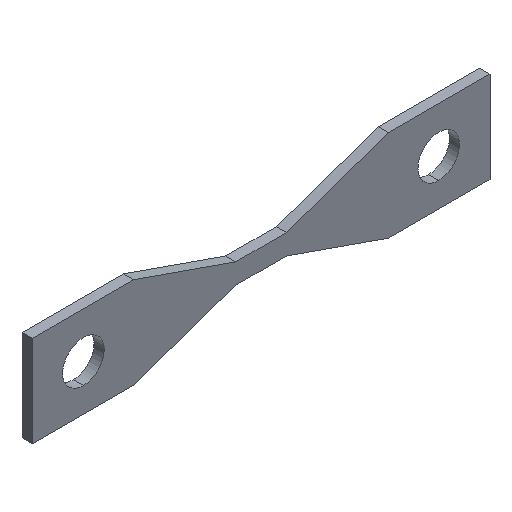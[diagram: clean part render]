
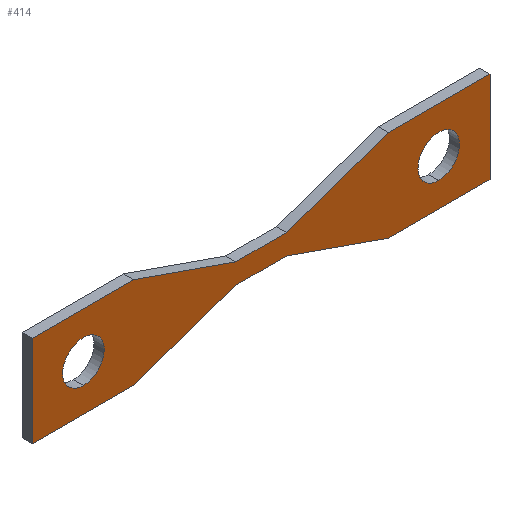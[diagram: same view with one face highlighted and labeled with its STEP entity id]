
A CAD part, isometric view. The second image highlights one B-rep face of the part: STEP entity #414.
In plain terms, the highlighted planar face has unit normal (0, -1, 0).
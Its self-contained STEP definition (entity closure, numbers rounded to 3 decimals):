
#1 = CARTESIAN_POINT ( 'NONE',  ( 12.55, 0., 4.5 ) ) ;
#2 = EDGE_CURVE ( 'NONE', #536, #547, #407, .T. ) ;
#8 = ORIENTED_EDGE ( 'NONE', *, *, #413, .F. ) ;
#9 = CARTESIAN_POINT ( 'NONE',  ( -17.5, 0., 2.05 ) ) ;
#10 = FACE_BOUND ( 'NONE', #368, .T. ) ;
#15 = CARTESIAN_POINT ( 'NONE',  ( 17.5, 0., 2.05 ) ) ;
#16 = CARTESIAN_POINT ( 'NONE',  ( 22.55, 0., 4.5 ) ) ;
#17 = DIRECTION ( 'NONE',  ( -1., 0., 0. ) ) ;
#19 = EDGE_CURVE ( 'NONE', #53, #520, #204, .T. ) ;
#23 = VERTEX_POINT ( 'NONE', #299 ) ;
#26 = DIRECTION ( 'NONE',  ( -1., 0., 0. ) ) ;
#27 = CARTESIAN_POINT ( 'NONE',  ( 17.5, 0., -2.05 ) ) ;
#34 = VERTEX_POINT ( 'NONE', #253 ) ;
#36 = DIRECTION ( 'NONE',  ( 1., 0., 0. ) ) ;
#40 = CIRCLE ( 'NONE', #528, 2.05 ) ;
#46 = ORIENTED_EDGE ( 'NONE', *, *, #302, .T. ) ;
#47 = LINE ( 'NONE', #1, #440 ) ;
#49 = ORIENTED_EDGE ( 'NONE', *, *, #187, .F. ) ;
#50 = EDGE_CURVE ( 'NONE', #267, #232, #167, .T. ) ;
#53 = VERTEX_POINT ( 'NONE', #580 ) ;
#55 = CARTESIAN_POINT ( 'NONE',  ( -12.55, 0., 4.5 ) ) ;
#58 = CARTESIAN_POINT ( 'NONE',  ( -2.5, 0., -1. ) ) ;
#73 = DIRECTION ( 'NONE',  ( 0., 0., 1. ) ) ;
#75 = VECTOR ( 'NONE', #477, 1000. ) ;
#79 = CARTESIAN_POINT ( 'NONE',  ( 17.5, 0., 0. ) ) ;
#80 = DIRECTION ( 'NONE',  ( -1., 0., 0. ) ) ;
#88 = VERTEX_POINT ( 'NONE', #9 ) ;
#90 = VECTOR ( 'NONE', #240, 1000. ) ;
#98 = DIRECTION ( 'NONE',  ( 0., 0., -1. ) ) ;
#104 = CIRCLE ( 'NONE', #543, 2.05 ) ;
#109 = CARTESIAN_POINT ( 'NONE',  ( -2.5, 0., -1. ) ) ;
#110 = CARTESIAN_POINT ( 'NONE',  ( -22.55, 0., 4.5 ) ) ;
#112 = CARTESIAN_POINT ( 'NONE',  ( -17.5, 0., 0. ) ) ;
#117 = DIRECTION ( 'NONE',  ( 0.944, 0., 0.329 ) ) ;
#121 = DIRECTION ( 'NONE',  ( 0., 0., 1. ) ) ;
#122 = DIRECTION ( 'NONE',  ( 0., 1., 0. ) ) ;
#140 = VECTOR ( 'NONE', #117, 1000. ) ;
#141 = EDGE_CURVE ( 'NONE', #179, #373, #243, .T. ) ;
#144 = DIRECTION ( 'NONE',  ( 0., 1., 0. ) ) ;
#154 = DIRECTION ( 'NONE',  ( 0., 1., 0. ) ) ;
#155 = CARTESIAN_POINT ( 'NONE',  ( -2.5, 0., 1. ) ) ;
#158 = EDGE_CURVE ( 'NONE', #547, #34, #525, .T. ) ;
#165 = LINE ( 'NONE', #155, #377 ) ;
#167 = LINE ( 'NONE', #585, #394 ) ;
#179 = VERTEX_POINT ( 'NONE', #15 ) ;
#182 = VECTOR ( 'NONE', #17, 1000. ) ;
#186 = FACE_OUTER_BOUND ( 'NONE', #542, .T. ) ;
#187 = EDGE_CURVE ( 'NONE', #34, #500, #401, .T. ) ;
#188 = FACE_BOUND ( 'NONE', #316, .T. ) ;
#194 = DIRECTION ( 'NONE',  ( 0., 0., 1. ) ) ;
#195 = PLANE ( 'NONE',  #326 ) ;
#201 = EDGE_CURVE ( 'NONE', #88, #264, #40, .T. ) ;
#204 = LINE ( 'NONE', #575, #505 ) ;
#213 = ORIENTED_EDGE ( 'NONE', *, *, #471, .F. ) ;
#214 = ORIENTED_EDGE ( 'NONE', *, *, #581, .F. ) ;
#217 = ORIENTED_EDGE ( 'NONE', *, *, #2, .F. ) ;
#222 = VECTOR ( 'NONE', #73, 1000. ) ;
#225 = CIRCLE ( 'NONE', #282, 2.05 ) ;
#227 = DIRECTION ( 'NONE',  ( -0.944, 0., 0.329 ) ) ;
#232 = VERTEX_POINT ( 'NONE', #396 ) ;
#240 = DIRECTION ( 'NONE',  ( 0.944, 0., -0.329 ) ) ;
#243 = CIRCLE ( 'NONE', #271, 2.05 ) ;
#253 = CARTESIAN_POINT ( 'NONE',  ( -12.55, 0., -4.5 ) ) ;
#257 = ORIENTED_EDGE ( 'NONE', *, *, #456, .F. ) ;
#258 = DIRECTION ( 'NONE',  ( 0., 0., 1. ) ) ;
#260 = VERTEX_POINT ( 'NONE', #16 ) ;
#264 = VERTEX_POINT ( 'NONE', #544 ) ;
#267 = VERTEX_POINT ( 'NONE', #110 ) ;
#270 = LINE ( 'NONE', #518, #566 ) ;
#271 = AXIS2_PLACEMENT_3D ( 'NONE', #423, #154, #194 ) ;
#276 = EDGE_CURVE ( 'NONE', #373, #179, #225, .T. ) ;
#277 = DIRECTION ( 'NONE',  ( 0., 0., 1. ) ) ;
#282 = AXIS2_PLACEMENT_3D ( 'NONE', #79, #499, #258 ) ;
#292 = VECTOR ( 'NONE', #98, 1000. ) ;
#299 = CARTESIAN_POINT ( 'NONE',  ( 12.55, 0., 4.5 ) ) ;
#301 = LINE ( 'NONE', #486, #222 ) ;
#302 = EDGE_CURVE ( 'NONE', #264, #88, #104, .T. ) ;
#316 = EDGE_LOOP ( 'NONE', ( #515, #444 ) ) ;
#317 = ORIENTED_EDGE ( 'NONE', *, *, #352, .F. ) ;
#326 = AXIS2_PLACEMENT_3D ( 'NONE', #375, #144, #277 ) ;
#329 = LINE ( 'NONE', #514, #292 ) ;
#331 = EDGE_CURVE ( 'NONE', #362, #23, #538, .T. ) ;
#344 = DIRECTION ( 'NONE',  ( 0., 0., 1. ) ) ;
#352 = EDGE_CURVE ( 'NONE', #500, #267, #301, .T. ) ;
#353 = CARTESIAN_POINT ( 'NONE',  ( 2.5, 0., 1. ) ) ;
#358 = CARTESIAN_POINT ( 'NONE',  ( -17.5, 0., 0. ) ) ;
#362 = VERTEX_POINT ( 'NONE', #526 ) ;
#368 = EDGE_LOOP ( 'NONE', ( #46, #559 ) ) ;
#373 = VERTEX_POINT ( 'NONE', #27 ) ;
#375 = CARTESIAN_POINT ( 'NONE',  ( 0., 0., 0. ) ) ;
#377 = VECTOR ( 'NONE', #427, 1000. ) ;
#380 = VERTEX_POINT ( 'NONE', #556 ) ;
#394 = VECTOR ( 'NONE', #36, 1000. ) ;
#396 = CARTESIAN_POINT ( 'NONE',  ( -12.55, 0., 4.5 ) ) ;
#401 = LINE ( 'NONE', #527, #476 ) ;
#407 = LINE ( 'NONE', #490, #182 ) ;
#413 = EDGE_CURVE ( 'NONE', #23, #260, #47, .T. ) ;
#414 = ADVANCED_FACE ( 'NONE', ( #186, #10, #188 ), #195, .F. ) ;
#423 = CARTESIAN_POINT ( 'NONE',  ( 17.5, 0., 0. ) ) ;
#427 = DIRECTION ( 'NONE',  ( 1., 0., 0. ) ) ;
#440 = VECTOR ( 'NONE', #599, 1000. ) ;
#443 = CARTESIAN_POINT ( 'NONE',  ( 12.55, 0., -4.5 ) ) ;
#444 = ORIENTED_EDGE ( 'NONE', *, *, #141, .T. ) ;
#446 = DIRECTION ( 'NONE',  ( 0., 1., 0. ) ) ;
#449 = CARTESIAN_POINT ( 'NONE',  ( 2.5, 0., -1. ) ) ;
#453 = ORIENTED_EDGE ( 'NONE', *, *, #158, .F. ) ;
#456 = EDGE_CURVE ( 'NONE', #520, #536, #270, .T. ) ;
#463 = LINE ( 'NONE', #55, #90 ) ;
#471 = EDGE_CURVE ( 'NONE', #232, #380, #463, .T. ) ;
#476 = VECTOR ( 'NONE', #80, 1000. ) ;
#477 = DIRECTION ( 'NONE',  ( -0.944, 0., -0.329 ) ) ;
#486 = CARTESIAN_POINT ( 'NONE',  ( -22.55, 0., -4.5 ) ) ;
#489 = ORIENTED_EDGE ( 'NONE', *, *, #331, .F. ) ;
#490 = CARTESIAN_POINT ( 'NONE',  ( 2.5, 0., -1. ) ) ;
#499 = DIRECTION ( 'NONE',  ( 0., 1., 0. ) ) ;
#500 = VERTEX_POINT ( 'NONE', #510 ) ;
#505 = VECTOR ( 'NONE', #26, 1000. ) ;
#509 = ORIENTED_EDGE ( 'NONE', *, *, #19, .F. ) ;
#510 = CARTESIAN_POINT ( 'NONE',  ( -22.55, 0., -4.5 ) ) ;
#514 = CARTESIAN_POINT ( 'NONE',  ( 22.55, 0., 4.5 ) ) ;
#515 = ORIENTED_EDGE ( 'NONE', *, *, #276, .T. ) ;
#517 = EDGE_CURVE ( 'NONE', #260, #53, #329, .T. ) ;
#518 = CARTESIAN_POINT ( 'NONE',  ( 12.55, 0., -4.5 ) ) ;
#520 = VERTEX_POINT ( 'NONE', #443 ) ;
#525 = LINE ( 'NONE', #109, #75 ) ;
#526 = CARTESIAN_POINT ( 'NONE',  ( 2.5, 0., 1. ) ) ;
#527 = CARTESIAN_POINT ( 'NONE',  ( -12.55, 0., -4.5 ) ) ;
#528 = AXIS2_PLACEMENT_3D ( 'NONE', #112, #122, #344 ) ;
#536 = VERTEX_POINT ( 'NONE', #449 ) ;
#538 = LINE ( 'NONE', #353, #140 ) ;
#541 = ORIENTED_EDGE ( 'NONE', *, *, #517, .F. ) ;
#542 = EDGE_LOOP ( 'NONE', ( #213, #589, #317, #49, #453, #217, #257, #509, #541, #8, #489, #214 ) ) ;
#543 = AXIS2_PLACEMENT_3D ( 'NONE', #358, #446, #121 ) ;
#544 = CARTESIAN_POINT ( 'NONE',  ( -17.5, 0., -2.05 ) ) ;
#547 = VERTEX_POINT ( 'NONE', #58 ) ;
#556 = CARTESIAN_POINT ( 'NONE',  ( -2.5, 0., 1. ) ) ;
#559 = ORIENTED_EDGE ( 'NONE', *, *, #201, .T. ) ;
#566 = VECTOR ( 'NONE', #227, 1000. ) ;
#575 = CARTESIAN_POINT ( 'NONE',  ( 22.55, 0., -4.5 ) ) ;
#580 = CARTESIAN_POINT ( 'NONE',  ( 22.55, 0., -4.5 ) ) ;
#581 = EDGE_CURVE ( 'NONE', #380, #362, #165, .T. ) ;
#585 = CARTESIAN_POINT ( 'NONE',  ( -22.55, 0., 4.5 ) ) ;
#589 = ORIENTED_EDGE ( 'NONE', *, *, #50, .F. ) ;
#599 = DIRECTION ( 'NONE',  ( 1., 0., 0. ) ) ;
